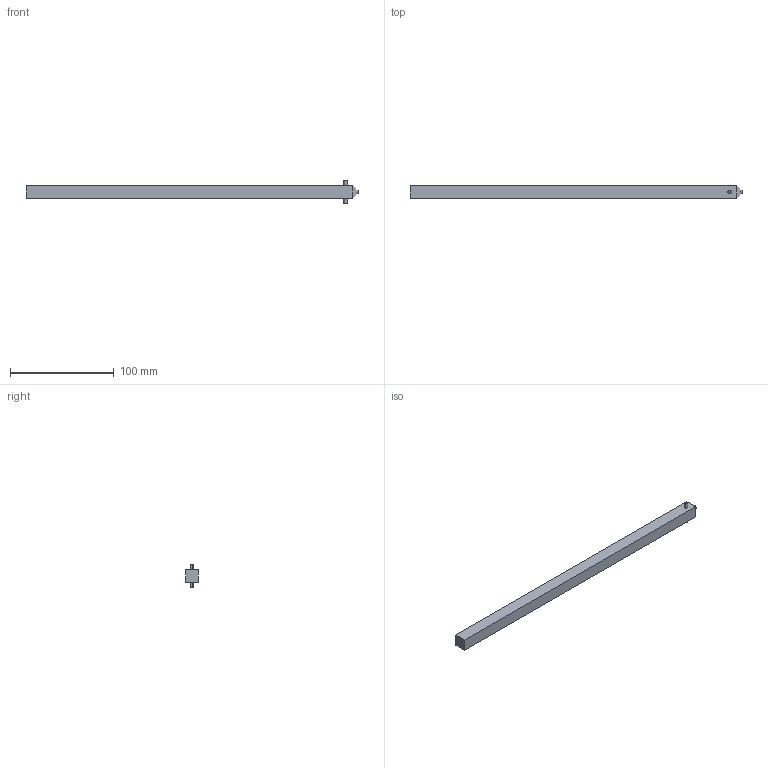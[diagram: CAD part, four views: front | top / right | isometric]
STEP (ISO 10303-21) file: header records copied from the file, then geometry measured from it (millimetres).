
FILE_DESCRIPTION (( 'STEP AP214' ), '1' );
FILE_NAME ('14001232.step', '2016-05-09T12:17:02', ( '' ), ( '' ), 'SwSTEP 2.0', 'SolidWorks 2015', '' );
FILE_SCHEMA (( 'AUTOMOTIVE_DESIGN' ));
Length unit declared in the file: millimetre
Products named in the file (1): 14001232
Bounding box: 320 x 12 x 22 mm (x, y, z)
Volume: 45691.1 mm3; surface area: 15794.8 mm2
Topology: 2 solids, 2 shells, 19 faces, 38 edges, 24 vertices
Faces by surface type: plane 13, cylinder 6
Entity records: 539 total; most frequent: DIRECTION 90, CARTESIAN_POINT 82, ORIENTED_EDGE 76, EDGE_CURVE 38, AXIS2_PLACEMENT_3D 32, LINE 26, VECTOR 26, VERTEX_POINT 24
